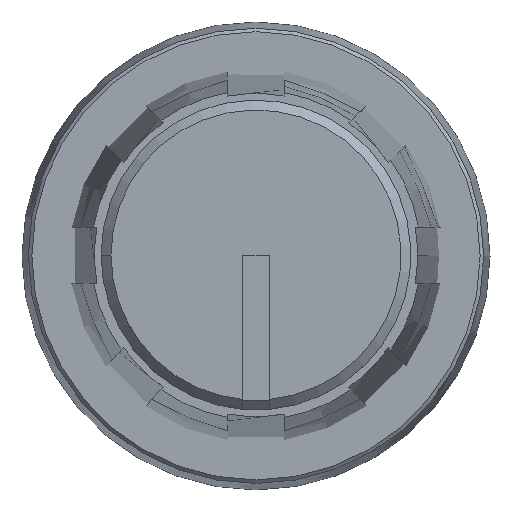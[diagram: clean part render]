
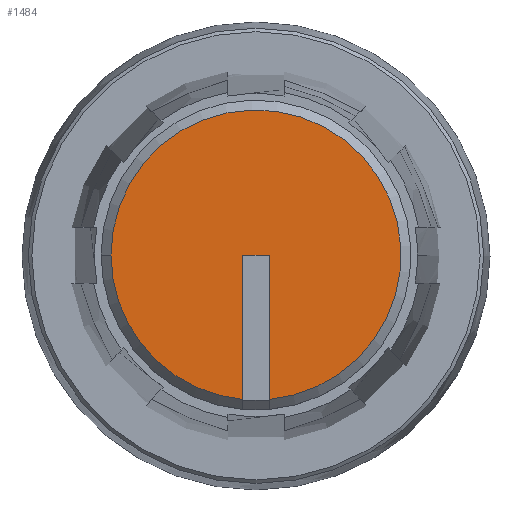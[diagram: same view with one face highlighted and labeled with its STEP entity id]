
A CAD part, top view. The second image highlights one B-rep face of the part: STEP entity #1484.
In plain terms, the highlighted planar face has unit normal (0, 0, 1).
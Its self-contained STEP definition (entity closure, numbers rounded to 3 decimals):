
#1348 = VERTEX_POINT('',#1349);
#1349 = CARTESIAN_POINT('',(0.4,-4.382,17.3));
#1358 = VERTEX_POINT('',#1359);
#1359 = CARTESIAN_POINT('',(-4.4,0.,17.3));
#1365 = EDGE_CURVE('',#1348,#1358,#1366,.T.);
#1366 = CIRCLE('',#1367,4.4);
#1367 = AXIS2_PLACEMENT_3D('',#1368,#1369,#1370);
#1368 = CARTESIAN_POINT('',(0.,0.,17.3));
#1369 = DIRECTION('',(-0.,0.,1.));
#1370 = DIRECTION('',(0.085,-0.996,0.));
#1412 = EDGE_CURVE('',#1413,#1348,#1415,.T.);
#1413 = VERTEX_POINT('',#1414);
#1414 = CARTESIAN_POINT('',(0.4,0.,17.3));
#1415 = LINE('',#1416,#1417);
#1416 = CARTESIAN_POINT('',(0.4,0.,17.3));
#1417 = VECTOR('',#1418,1.);
#1418 = DIRECTION('',(0.,-1.,0.));
#1437 = EDGE_CURVE('',#1438,#1440,#1442,.T.);
#1438 = VERTEX_POINT('',#1439);
#1439 = CARTESIAN_POINT('',(-0.4,0.,17.3));
#1440 = VERTEX_POINT('',#1441);
#1441 = CARTESIAN_POINT('',(-0.4,-4.382,17.3));
#1442 = LINE('',#1443,#1444);
#1443 = CARTESIAN_POINT('',(-0.4,0.,17.3));
#1444 = VECTOR('',#1445,1.);
#1445 = DIRECTION('',(0.,-1.,0.));
#1473 = EDGE_CURVE('',#1358,#1440,#1474,.T.);
#1474 = CIRCLE('',#1475,4.4);
#1475 = AXIS2_PLACEMENT_3D('',#1476,#1477,#1478);
#1476 = CARTESIAN_POINT('',(0.,0.,17.3));
#1477 = DIRECTION('',(0.,0.,1.));
#1478 = DIRECTION('',(-1.,0.,0.));
#1484 = ADVANCED_FACE('',(#1485),#1497,.T.);
#1485 = FACE_BOUND('',#1486,.T.);
#1486 = EDGE_LOOP('',(#1487,#1488,#1489,#1490,#1491));
#1487 = ORIENTED_EDGE('',*,*,#1412,.T.);
#1488 = ORIENTED_EDGE('',*,*,#1365,.T.);
#1489 = ORIENTED_EDGE('',*,*,#1473,.T.);
#1490 = ORIENTED_EDGE('',*,*,#1437,.F.);
#1491 = ORIENTED_EDGE('',*,*,#1492,.F.);
#1492 = EDGE_CURVE('',#1413,#1438,#1493,.T.);
#1493 = LINE('',#1494,#1495);
#1494 = CARTESIAN_POINT('',(0.4,0.,17.3));
#1495 = VECTOR('',#1496,1.);
#1496 = DIRECTION('',(-1.,0.,0.));
#1497 = PLANE('',#1498);
#1498 = AXIS2_PLACEMENT_3D('',#1499,#1500,#1501);
#1499 = CARTESIAN_POINT('',(0.,0.,17.3));
#1500 = DIRECTION('',(0.,0.,1.));
#1501 = DIRECTION('',(-1.,0.,0.));
